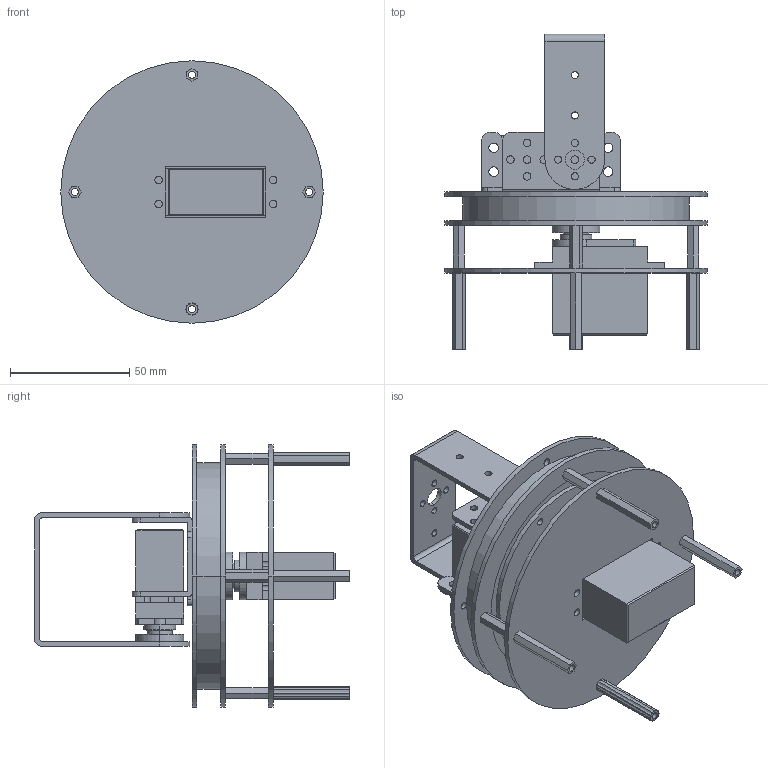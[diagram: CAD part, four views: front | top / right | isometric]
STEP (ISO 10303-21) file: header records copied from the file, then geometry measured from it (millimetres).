
FILE_DESCRIPTION((''),'2;1');
FILE_NAME('2ZIYOUDUYUNTAI_ASM','2020-12-09T',('Administrator'),(''),'PRO/ENGINEER BY PARAMETRIC TECHNOLOGY CORPORATION, 2012480','PRO/ENGINEER BY PARAMETRIC TECHNOLOGY CORPORATION, 2012480','');
FILE_SCHEMA(('CONFIG_CONTROL_DESIGN'));
Length unit declared in the file: millimetre
Products named in the file (12): ZHOUCHENG; ZHOUCHENGNEIBAN; DUOPAN; ZHOUCHENGWAIBAN; ZHOUCHENGXIABAN; DUOJI; 20170709_DUOJIZHIJIA; UZHIJIA; TONGZHU32; TONGZHU18; TONGZHU; 2ZIYOUDUYUNTAI_ASM
Assembly tree (22 placements, depth 2):
  2ZIYOUDUYUNTAI_ASM
    ZHOUCHENG
    ZHOUCHENGNEIBAN  x2
    DUOPAN  x2
    ZHOUCHENGWAIBAN  x2
    ZHOUCHENGXIABAN
    DUOJI  x2
    20170709_DUOJIZHIJIA
    UZHIJIA
    TONGZHU32  x5
    TONGZHU18
    TONGZHU  x4
Bounding box: 110 x 132 x 110 mm (x, y, z)
Volume: 159235.7 mm3; surface area: 104481.9 mm2
Topology: 22 solids, 22 shells, 517 faces, 1363 edges, 904 vertices
Faces by surface type: cylinder 297, plane 220
Entity records: 11408 total; most frequent: DIRECTION 2080, CARTESIAN_POINT 1873, ORIENTED_EDGE 1810, EDGE_CURVE 905, AXIS2_PLACEMENT_3D 808, VERTEX_POINT 601, EDGE_LOOP 512, VECTOR 464
